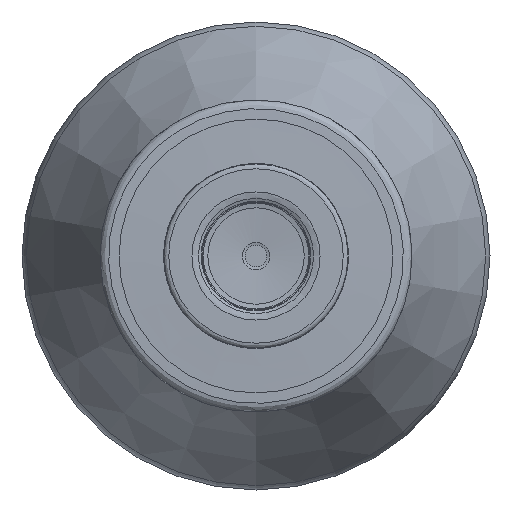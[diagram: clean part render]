
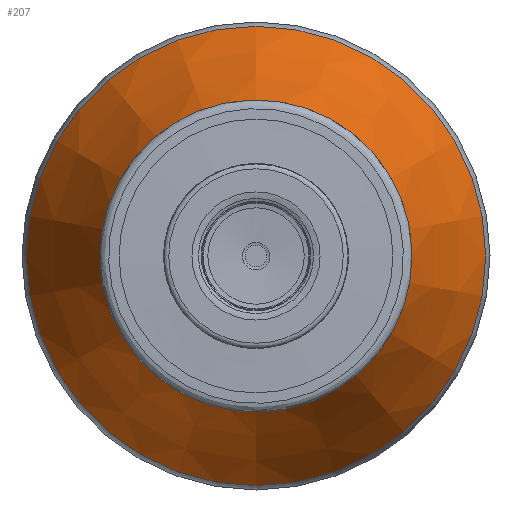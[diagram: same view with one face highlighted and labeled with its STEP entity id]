
A CAD part, left-side view. The second image highlights one B-rep face of the part: STEP entity #207.
In plain terms, the highlighted conical face has half-angle 25.726 degrees and reference radius 26.504 mm.
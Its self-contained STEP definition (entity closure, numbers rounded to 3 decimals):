
#101=CONICAL_SURFACE('',#556,26.504,25.726);
#144=FACE_BOUND('',#273,.T.);
#145=FACE_BOUND('',#274,.T.);
#207=ADVANCED_FACE('',(#144,#145),#101,.T.);
#273=EDGE_LOOP('',(#353));
#274=EDGE_LOOP('',(#354));
#353=ORIENTED_EDGE('',*,*,#459,.T.);
#354=ORIENTED_EDGE('',*,*,#458,.F.);
#418=VERTEX_POINT('',#784);
#419=VERTEX_POINT('',#787);
#458=EDGE_CURVE('',#418,#418,#498,.T.);
#459=EDGE_CURVE('',#419,#419,#499,.T.);
#498=CIRCLE('',#553,26.504);
#499=CIRCLE('',#555,17.996);
#553=AXIS2_PLACEMENT_3D('',#783,#647,#648);
#555=AXIS2_PLACEMENT_3D('',#786,#651,#652);
#556=AXIS2_PLACEMENT_3D('',#788,#653,#654);
#647=DIRECTION('',(1.,0.,0.));
#648=DIRECTION('',(0.,0.,1.));
#651=DIRECTION('',(1.,0.,0.));
#652=DIRECTION('',(0.,0.,1.));
#653=DIRECTION('',(1.,0.,0.));
#654=DIRECTION('',(0.,0.,-1.));
#783=CARTESIAN_POINT('',(131.83,0.,0.));
#784=CARTESIAN_POINT('',(131.83,0.,26.504));
#786=CARTESIAN_POINT('',(114.17,0.,0.));
#787=CARTESIAN_POINT('',(114.17,0.,17.996));
#788=CARTESIAN_POINT('',(131.83,0.,0.));
